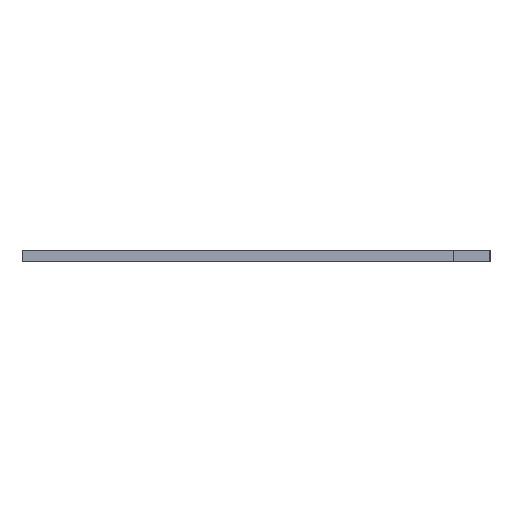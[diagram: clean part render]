
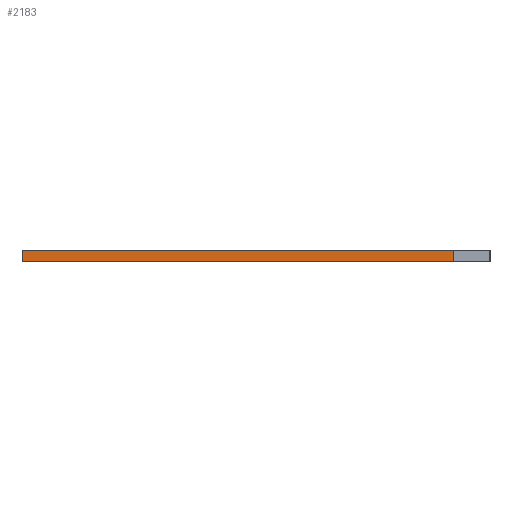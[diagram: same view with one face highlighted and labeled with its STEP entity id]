
A CAD part, left-side view. The second image highlights one B-rep face of the part: STEP entity #2183.
In plain terms, the highlighted planar face has unit normal (-1, 0, 0).
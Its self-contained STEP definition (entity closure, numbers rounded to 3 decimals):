
#1464 = PLANE('',#1465);
#1465 = AXIS2_PLACEMENT_3D('',#1466,#1467,#1468);
#1466 = CARTESIAN_POINT('',(169.904,-56.998,1.58));
#1467 = DIRECTION('',(-0.,-0.,-1.));
#1468 = DIRECTION('',(-1.,0.,0.));
#1518 = PLANE('',#1519);
#1519 = AXIS2_PLACEMENT_3D('',#1520,#1521,#1522);
#1520 = CARTESIAN_POINT('',(169.904,-56.998,0.));
#1521 = DIRECTION('',(-0.,-0.,-1.));
#1522 = DIRECTION('',(-1.,0.,0.));
#1551 = PLANE('',#1552);
#1552 = AXIS2_PLACEMENT_3D('',#1553,#1554,#1555);
#1553 = CARTESIAN_POINT('',(151.257,-24.409,0.));
#1554 = DIRECTION('',(0.,1.,0.));
#1555 = DIRECTION('',(1.,0.,0.));
#1739 = VERTEX_POINT('',#1740);
#1740 = CARTESIAN_POINT('',(151.257,-84.76,0.));
#1754 = PLANE('',#1755);
#1755 = AXIS2_PLACEMENT_3D('',#1756,#1757,#1758);
#1756 = CARTESIAN_POINT('',(157.582,-84.76,0.));
#1757 = DIRECTION('',(0.,-1.,0.));
#1758 = DIRECTION('',(-1.,0.,0.));
#1766 = EDGE_CURVE('',#1739,#1767,#1769,.T.);
#1767 = VERTEX_POINT('',#1768);
#1768 = CARTESIAN_POINT('',(151.257,-24.409,0.));
#1769 = SURFACE_CURVE('',#1770,(#1774,#1781),.PCURVE_S1.);
#1770 = LINE('',#1771,#1772);
#1771 = CARTESIAN_POINT('',(151.257,-84.76,0.));
#1772 = VECTOR('',#1773,1.);
#1773 = DIRECTION('',(0.,1.,0.));
#1774 = PCURVE('',#1518,#1775);
#1775 = DEFINITIONAL_REPRESENTATION('',(#1776),#1780);
#1776 = LINE('',#1777,#1778);
#1777 = CARTESIAN_POINT('',(18.647,-27.762));
#1778 = VECTOR('',#1779,1.);
#1779 = DIRECTION('',(0.,1.));
#1780 = ( GEOMETRIC_REPRESENTATION_CONTEXT(2) 
PARAMETRIC_REPRESENTATION_CONTEXT() REPRESENTATION_CONTEXT('2D SPACE',''
  ) );
#1781 = PCURVE('',#1782,#1787);
#1782 = PLANE('',#1783);
#1783 = AXIS2_PLACEMENT_3D('',#1784,#1785,#1786);
#1784 = CARTESIAN_POINT('',(151.257,-84.76,0.));
#1785 = DIRECTION('',(-1.,0.,0.));
#1786 = DIRECTION('',(0.,1.,0.));
#1787 = DEFINITIONAL_REPRESENTATION('',(#1788),#1792);
#1788 = LINE('',#1789,#1790);
#1789 = CARTESIAN_POINT('',(0.,0.));
#1790 = VECTOR('',#1791,1.);
#1791 = DIRECTION('',(1.,0.));
#1792 = ( GEOMETRIC_REPRESENTATION_CONTEXT(2) 
PARAMETRIC_REPRESENTATION_CONTEXT() REPRESENTATION_CONTEXT('2D SPACE',''
  ) );
#1973 = VERTEX_POINT('',#1974);
#1974 = CARTESIAN_POINT('',(151.257,-84.76,1.58));
#1995 = EDGE_CURVE('',#1973,#1996,#1998,.T.);
#1996 = VERTEX_POINT('',#1997);
#1997 = CARTESIAN_POINT('',(151.257,-24.409,1.58));
#1998 = SURFACE_CURVE('',#1999,(#2003,#2010),.PCURVE_S1.);
#1999 = LINE('',#2000,#2001);
#2000 = CARTESIAN_POINT('',(151.257,-84.76,1.58));
#2001 = VECTOR('',#2002,1.);
#2002 = DIRECTION('',(0.,1.,0.));
#2003 = PCURVE('',#1464,#2004);
#2004 = DEFINITIONAL_REPRESENTATION('',(#2005),#2009);
#2005 = LINE('',#2006,#2007);
#2006 = CARTESIAN_POINT('',(18.647,-27.762));
#2007 = VECTOR('',#2008,1.);
#2008 = DIRECTION('',(0.,1.));
#2009 = ( GEOMETRIC_REPRESENTATION_CONTEXT(2) 
PARAMETRIC_REPRESENTATION_CONTEXT() REPRESENTATION_CONTEXT('2D SPACE',''
  ) );
#2010 = PCURVE('',#1782,#2011);
#2011 = DEFINITIONAL_REPRESENTATION('',(#2012),#2016);
#2012 = LINE('',#2013,#2014);
#2013 = CARTESIAN_POINT('',(0.,-1.58));
#2014 = VECTOR('',#2015,1.);
#2015 = DIRECTION('',(1.,0.));
#2016 = ( GEOMETRIC_REPRESENTATION_CONTEXT(2) 
PARAMETRIC_REPRESENTATION_CONTEXT() REPRESENTATION_CONTEXT('2D SPACE',''
  ) );
#2133 = EDGE_CURVE('',#1767,#1996,#2134,.T.);
#2134 = SURFACE_CURVE('',#2135,(#2139,#2146),.PCURVE_S1.);
#2135 = LINE('',#2136,#2137);
#2136 = CARTESIAN_POINT('',(151.257,-24.409,0.));
#2137 = VECTOR('',#2138,1.);
#2138 = DIRECTION('',(0.,0.,1.));
#2139 = PCURVE('',#1551,#2140);
#2140 = DEFINITIONAL_REPRESENTATION('',(#2141),#2145);
#2141 = LINE('',#2142,#2143);
#2142 = CARTESIAN_POINT('',(0.,0.));
#2143 = VECTOR('',#2144,1.);
#2144 = DIRECTION('',(0.,-1.));
#2145 = ( GEOMETRIC_REPRESENTATION_CONTEXT(2) 
PARAMETRIC_REPRESENTATION_CONTEXT() REPRESENTATION_CONTEXT('2D SPACE',''
  ) );
#2146 = PCURVE('',#1782,#2147);
#2147 = DEFINITIONAL_REPRESENTATION('',(#2148),#2152);
#2148 = LINE('',#2149,#2150);
#2149 = CARTESIAN_POINT('',(60.35,0.));
#2150 = VECTOR('',#2151,1.);
#2151 = DIRECTION('',(0.,-1.));
#2152 = ( GEOMETRIC_REPRESENTATION_CONTEXT(2) 
PARAMETRIC_REPRESENTATION_CONTEXT() REPRESENTATION_CONTEXT('2D SPACE',''
  ) );
#2183 = ADVANCED_FACE('',(#2184),#1782,.T.);
#2184 = FACE_BOUND('',#2185,.T.);
#2185 = EDGE_LOOP('',(#2186,#2207,#2208,#2209));
#2186 = ORIENTED_EDGE('',*,*,#2187,.T.);
#2187 = EDGE_CURVE('',#1739,#1973,#2188,.T.);
#2188 = SURFACE_CURVE('',#2189,(#2193,#2200),.PCURVE_S1.);
#2189 = LINE('',#2190,#2191);
#2190 = CARTESIAN_POINT('',(151.257,-84.76,0.));
#2191 = VECTOR('',#2192,1.);
#2192 = DIRECTION('',(0.,0.,1.));
#2193 = PCURVE('',#1782,#2194);
#2194 = DEFINITIONAL_REPRESENTATION('',(#2195),#2199);
#2195 = LINE('',#2196,#2197);
#2196 = CARTESIAN_POINT('',(0.,0.));
#2197 = VECTOR('',#2198,1.);
#2198 = DIRECTION('',(0.,-1.));
#2199 = ( GEOMETRIC_REPRESENTATION_CONTEXT(2) 
PARAMETRIC_REPRESENTATION_CONTEXT() REPRESENTATION_CONTEXT('2D SPACE',''
  ) );
#2200 = PCURVE('',#1754,#2201);
#2201 = DEFINITIONAL_REPRESENTATION('',(#2202),#2206);
#2202 = LINE('',#2203,#2204);
#2203 = CARTESIAN_POINT('',(6.325,0.));
#2204 = VECTOR('',#2205,1.);
#2205 = DIRECTION('',(0.,-1.));
#2206 = ( GEOMETRIC_REPRESENTATION_CONTEXT(2) 
PARAMETRIC_REPRESENTATION_CONTEXT() REPRESENTATION_CONTEXT('2D SPACE',''
  ) );
#2207 = ORIENTED_EDGE('',*,*,#1995,.T.);
#2208 = ORIENTED_EDGE('',*,*,#2133,.F.);
#2209 = ORIENTED_EDGE('',*,*,#1766,.F.);
